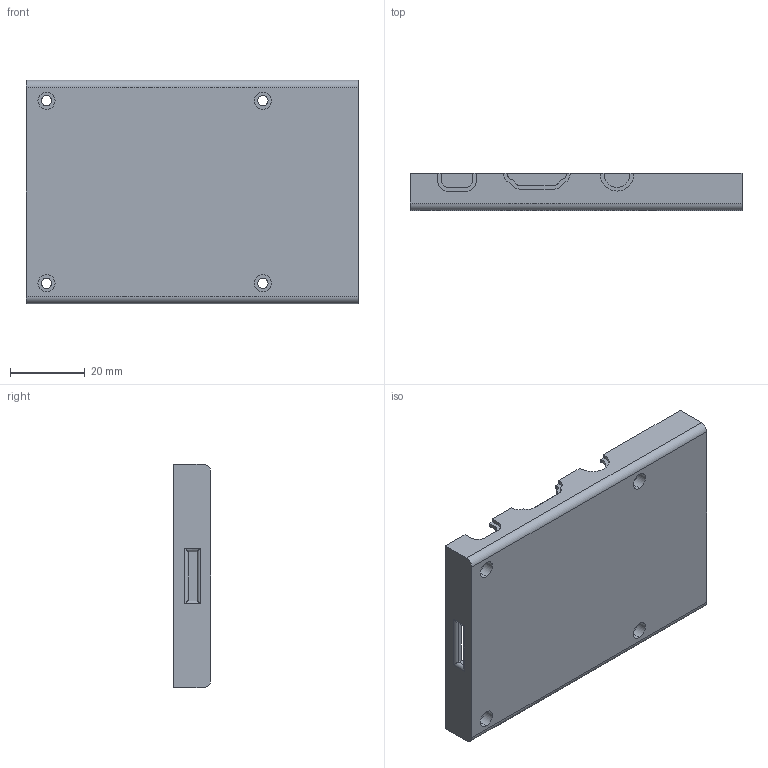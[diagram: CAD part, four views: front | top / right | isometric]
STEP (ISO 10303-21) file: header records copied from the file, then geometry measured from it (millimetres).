
FILE_DESCRIPTION (( 'STEP AP203' ), '1' );
FILE_NAME ('bottom.STEP', '2018-08-14T02:36:12', ( 'MAN-C-30610' ), ( '' ), 'SwSTEP 2.0', 'SolidWorks 2012', '' );
FILE_SCHEMA (( 'CONFIG_CONTROL_DESIGN' ));
Length unit declared in the file: millimetre
Products named in the file (1): bottom
Bounding box: 89 x 10 x 60 mm (x, y, z)
Volume: 14880.2 mm3; surface area: 15563.4 mm2
Topology: 1 solids, 1 shells, 119 faces, 335 edges, 222 vertices
Faces by surface type: plane 70, cylinder 49
Entity records: 3944 total; most frequent: CARTESIAN_POINT 689, ORIENTED_EDGE 670, DIRECTION 661, EDGE_CURVE 335, LINE 241, VECTOR 241, VERTEX_POINT 222, AXIS2_PLACEMENT_3D 210
